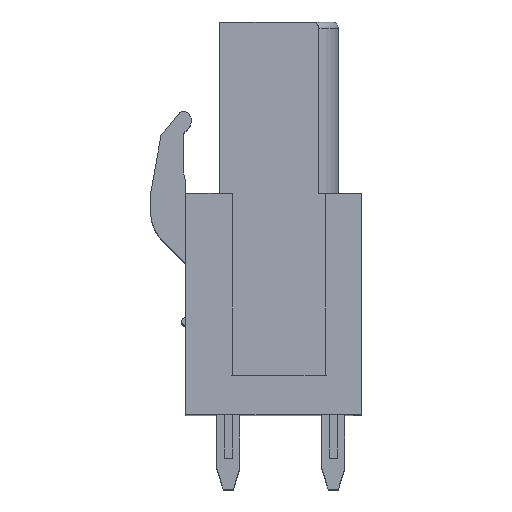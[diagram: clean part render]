
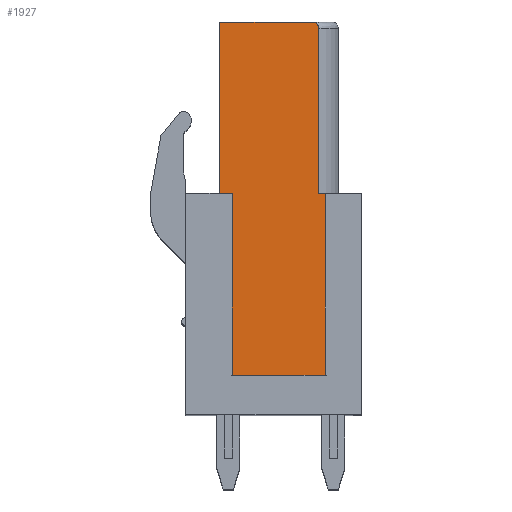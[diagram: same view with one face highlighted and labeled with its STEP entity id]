
A CAD part, top view. The second image highlights one B-rep face of the part: STEP entity #1927.
In plain terms, the highlighted planar face has unit normal (0, 0, 1).
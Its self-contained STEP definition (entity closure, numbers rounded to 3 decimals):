
#332=CARTESIAN_POINT('',(-2.86,8.3,30.));
#333=VERTEX_POINT('',#332);
#340=CARTESIAN_POINT('',(1.64,8.3,30.));
#341=VERTEX_POINT('',#340);
#342=CARTESIAN_POINT('',(-2.86,8.3,30.));
#343=DIRECTION('',(1.,0.,0.));
#344=VECTOR('',#343,4.5);
#345=LINE('',#342,#344);
#346=EDGE_CURVE('',#333,#341,#345,.T.);
#1846=CARTESIAN_POINT('',(-2.86,0.,30.));
#1847=VERTEX_POINT('',#1846);
#1854=CARTESIAN_POINT('',(-2.86,0.,30.));
#1855=DIRECTION('',(0.,1.,0.));
#1856=VECTOR('',#1855,8.3);
#1857=LINE('',#1854,#1856);
#1858=EDGE_CURVE('',#1847,#333,#1857,.T.);
#1863=CARTESIAN_POINT('',(-0.105,-0.25,30.));
#1864=DIRECTION('',(0.,1.,0.));
#1865=DIRECTION('',(0.,-0.,1.));
#1866=AXIS2_PLACEMENT_3D('',#1863,#1865,#1864);
#1867=PLANE('',#1866);
#1868=CARTESIAN_POINT('',(1.94,8.,30.));
#1869=VERTEX_POINT('',#1868);
#1870=CARTESIAN_POINT('',(1.64,8.,30.));
#1871=DIRECTION('',(1.,0.,0.));
#1872=DIRECTION('',(0.,0.,1.));
#1873=AXIS2_PLACEMENT_3D('',#1870,#1872,#1871);
#1874=CIRCLE('',#1873,0.3);
#1875=EDGE_CURVE('',#1869,#341,#1874,.T.);
#1876=ORIENTED_EDGE('',*,*,#1875,.T.);
#1877=ORIENTED_EDGE('',*,*,#346,.F.);
#1878=ORIENTED_EDGE('',*,*,#1858,.F.);
#1879=CARTESIAN_POINT('',(-2.65,0.,30.));
#1880=VERTEX_POINT('',#1879);
#1881=CARTESIAN_POINT('',(-2.86,0.,30.));
#1882=DIRECTION('',(1.,0.,0.));
#1883=VECTOR('',#1882,0.21);
#1884=LINE('',#1881,#1883);
#1885=EDGE_CURVE('',#1847,#1880,#1884,.T.);
#1886=ORIENTED_EDGE('',*,*,#1885,.T.);
#1887=CARTESIAN_POINT('',(-2.65,-8.8,30.));
#1888=VERTEX_POINT('',#1887);
#1889=CARTESIAN_POINT('',(-2.65,0.,30.));
#1890=DIRECTION('',(0.,-1.,0.));
#1891=VECTOR('',#1890,8.8);
#1892=LINE('',#1889,#1891);
#1893=EDGE_CURVE('',#1880,#1888,#1892,.T.);
#1894=ORIENTED_EDGE('',*,*,#1893,.T.);
#1895=CARTESIAN_POINT('',(2.65,-8.8,30.));
#1896=VERTEX_POINT('',#1895);
#1897=CARTESIAN_POINT('',(-2.65,-8.8,30.));
#1898=DIRECTION('',(1.,0.,0.));
#1899=VECTOR('',#1898,5.3);
#1900=LINE('',#1897,#1899);
#1901=EDGE_CURVE('',#1888,#1896,#1900,.T.);
#1902=ORIENTED_EDGE('',*,*,#1901,.T.);
#1903=CARTESIAN_POINT('',(2.65,0.,30.));
#1904=VERTEX_POINT('',#1903);
#1905=CARTESIAN_POINT('',(2.65,-8.8,30.));
#1906=DIRECTION('',(0.,1.,0.));
#1907=VECTOR('',#1906,8.8);
#1908=LINE('',#1905,#1907);
#1909=EDGE_CURVE('',#1896,#1904,#1908,.T.);
#1910=ORIENTED_EDGE('',*,*,#1909,.T.);
#1911=CARTESIAN_POINT('',(1.94,0.,30.));
#1912=VERTEX_POINT('',#1911);
#1913=CARTESIAN_POINT('',(1.94,0.,30.));
#1914=DIRECTION('',(1.,0.,0.));
#1915=VECTOR('',#1914,0.71);
#1916=LINE('',#1913,#1915);
#1917=EDGE_CURVE('',#1912,#1904,#1916,.T.);
#1918=ORIENTED_EDGE('',*,*,#1917,.F.);
#1919=CARTESIAN_POINT('',(1.94,0.,30.));
#1920=DIRECTION('',(0.,1.,0.));
#1921=VECTOR('',#1920,8.);
#1922=LINE('',#1919,#1921);
#1923=EDGE_CURVE('',#1912,#1869,#1922,.T.);
#1924=ORIENTED_EDGE('',*,*,#1923,.T.);
#1925=EDGE_LOOP('',(#1876,#1877,#1878,#1886,#1894,#1902,#1910,#1918,#1924));
#1926=FACE_OUTER_BOUND('',#1925,.T.);
#1927=ADVANCED_FACE('',(#1926),#1867,.T.);
